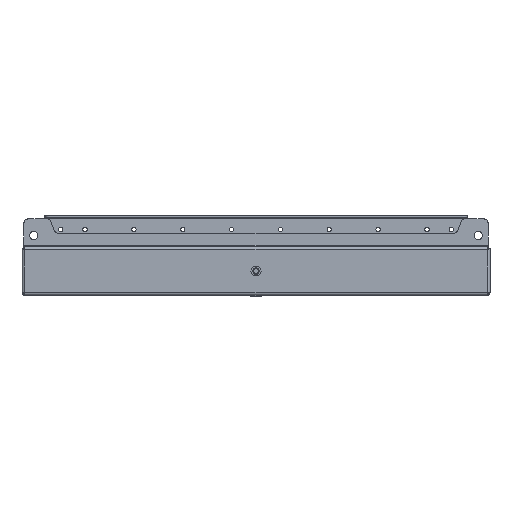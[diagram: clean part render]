
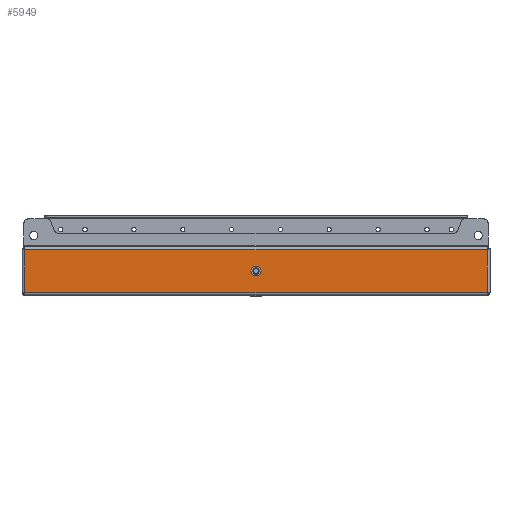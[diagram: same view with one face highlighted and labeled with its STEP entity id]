
A CAD part, front view. The second image highlights one B-rep face of the part: STEP entity #5949.
In plain terms, the highlighted planar face has unit normal (0, -1, 0).
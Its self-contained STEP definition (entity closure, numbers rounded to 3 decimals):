
#35 = VERTEX_POINT ( 'NONE', #12661 ) ;
#153 = PLANE ( 'NONE',  #2258 ) ;
#231 = DIRECTION ( 'NONE',  ( 0., -1., 0. ) ) ;
#433 = VECTOR ( 'NONE', #6437, 1000. ) ;
#588 = ORIENTED_EDGE ( 'NONE', *, *, #15779, .T. ) ;
#659 = LINE ( 'NONE', #13279, #4573 ) ;
#707 = VECTOR ( 'NONE', #6758, 1000. ) ;
#891 = CARTESIAN_POINT ( 'NONE',  ( 2.656, -1.5, 4.6 ) ) ;
#908 = CARTESIAN_POINT ( 'NONE',  ( 236.5, -1.5, -22. ) ) ;
#985 = ORIENTED_EDGE ( 'NONE', *, *, #5019, .F. ) ;
#1378 = CARTESIAN_POINT ( 'NONE',  ( 236.5, -1.5, 22. ) ) ;
#1534 = DIRECTION ( 'NONE',  ( 0., 0., -1. ) ) ;
#1597 = CARTESIAN_POINT ( 'NONE',  ( -239.5, -1.5, -22. ) ) ;
#1645 = VERTEX_POINT ( 'NONE', #6030 ) ;
#1760 = CARTESIAN_POINT ( 'NONE',  ( 5.312, -1.5, 0. ) ) ;
#1870 = ORIENTED_EDGE ( 'NONE', *, *, #2609, .F. ) ;
#1964 = ORIENTED_EDGE ( 'NONE', *, *, #7226, .T. ) ;
#2043 = VECTOR ( 'NONE', #5286, 1000. ) ;
#2071 = EDGE_LOOP ( 'NONE', ( #15474, #985, #1870, #6135, #8219, #3281 ) ) ;
#2258 = AXIS2_PLACEMENT_3D ( 'NONE', #6460, #231, #1534 ) ;
#2504 = CARTESIAN_POINT ( 'NONE',  ( 2.656, -1.5, -4.6 ) ) ;
#2514 = EDGE_CURVE ( 'NONE', #6348, #3196, #4892, .T. ) ;
#2609 = EDGE_CURVE ( 'NONE', #3196, #10906, #12805, .T. ) ;
#2621 = LINE ( 'NONE', #5166, #7089 ) ;
#2649 = DIRECTION ( 'NONE',  ( -1., 0., 0. ) ) ;
#3094 = LINE ( 'NONE', #1597, #10444 ) ;
#3101 = CARTESIAN_POINT ( 'NONE',  ( 5.312, -1.5, 0. ) ) ;
#3196 = VERTEX_POINT ( 'NONE', #3101 ) ;
#3281 = ORIENTED_EDGE ( 'NONE', *, *, #4428, .F. ) ;
#3723 = VERTEX_POINT ( 'NONE', #12001 ) ;
#4426 = CARTESIAN_POINT ( 'NONE',  ( -236.5, -1.5, -22. ) ) ;
#4428 = EDGE_CURVE ( 'NONE', #3723, #35, #659, .T. ) ;
#4573 = VECTOR ( 'NONE', #7131, 1000. ) ;
#4617 = EDGE_LOOP ( 'NONE', ( #14112, #1964, #11054, #588 ) ) ;
#4618 = EDGE_CURVE ( 'NONE', #35, #6348, #12518, .T. ) ;
#4749 = VERTEX_POINT ( 'NONE', #1378 ) ;
#4892 = LINE ( 'NONE', #2504, #433 ) ;
#5019 = EDGE_CURVE ( 'NONE', #10906, #8112, #9931, .T. ) ;
#5071 = DIRECTION ( 'NONE',  ( 1., 0., 0. ) ) ;
#5166 = CARTESIAN_POINT ( 'NONE',  ( -2.656, -1.5, 4.6 ) ) ;
#5206 = CARTESIAN_POINT ( 'NONE',  ( 2.656, -1.5, -4.6 ) ) ;
#5286 = DIRECTION ( 'NONE',  ( -1., 0., 0. ) ) ;
#5949 = ADVANCED_FACE ( 'NONE', ( #7836, #10135 ), #153, .T. ) ;
#6030 = CARTESIAN_POINT ( 'NONE',  ( -236.5, -1.5, 22. ) ) ;
#6135 = ORIENTED_EDGE ( 'NONE', *, *, #2514, .F. ) ;
#6348 = VERTEX_POINT ( 'NONE', #5206 ) ;
#6437 = DIRECTION ( 'NONE',  ( 0.5, 0., 0.866 ) ) ;
#6460 = CARTESIAN_POINT ( 'NONE',  ( 0., -1.5, 0. ) ) ;
#6575 = VECTOR ( 'NONE', #16109, 1000. ) ;
#6758 = DIRECTION ( 'NONE',  ( -0.5, 0., 0.866 ) ) ;
#6991 = VERTEX_POINT ( 'NONE', #15876 ) ;
#7089 = VECTOR ( 'NONE', #7619, 1000. ) ;
#7131 = DIRECTION ( 'NONE',  ( 0.5, 0., -0.866 ) ) ;
#7226 = EDGE_CURVE ( 'NONE', #4749, #1645, #13581, .T. ) ;
#7308 = LINE ( 'NONE', #12232, #8694 ) ;
#7619 = DIRECTION ( 'NONE',  ( -0.5, 0., -0.866 ) ) ;
#7836 = FACE_BOUND ( 'NONE', #2071, .T. ) ;
#8112 = VERTEX_POINT ( 'NONE', #14335 ) ;
#8219 = ORIENTED_EDGE ( 'NONE', *, *, #4618, .F. ) ;
#8694 = VECTOR ( 'NONE', #11071, 1000. ) ;
#9265 = EDGE_CURVE ( 'NONE', #8112, #3723, #2621, .T. ) ;
#9505 = EDGE_CURVE ( 'NONE', #6991, #4749, #12117, .T. ) ;
#9931 = LINE ( 'NONE', #891, #16073 ) ;
#10049 = CARTESIAN_POINT ( 'NONE',  ( 2.656, -1.5, 4.6 ) ) ;
#10135 = FACE_OUTER_BOUND ( 'NONE', #4617, .T. ) ;
#10288 = VECTOR ( 'NONE', #5071, 1000. ) ;
#10444 = VECTOR ( 'NONE', #15599, 1000. ) ;
#10793 = VERTEX_POINT ( 'NONE', #4426 ) ;
#10906 = VERTEX_POINT ( 'NONE', #10049 ) ;
#11054 = ORIENTED_EDGE ( 'NONE', *, *, #14616, .T. ) ;
#11071 = DIRECTION ( 'NONE',  ( 0., 0., -1. ) ) ;
#12001 = CARTESIAN_POINT ( 'NONE',  ( -5.312, -1.5, 0. ) ) ;
#12117 = LINE ( 'NONE', #908, #6575 ) ;
#12232 = CARTESIAN_POINT ( 'NONE',  ( -236.5, -1.5, 23.146 ) ) ;
#12518 = LINE ( 'NONE', #16189, #10288 ) ;
#12581 = CARTESIAN_POINT ( 'NONE',  ( 237.646, -1.5, 22. ) ) ;
#12661 = CARTESIAN_POINT ( 'NONE',  ( -2.656, -1.5, -4.6 ) ) ;
#12805 = LINE ( 'NONE', #1760, #707 ) ;
#13279 = CARTESIAN_POINT ( 'NONE',  ( -5.312, -1.5, 0. ) ) ;
#13581 = LINE ( 'NONE', #12581, #2043 ) ;
#14112 = ORIENTED_EDGE ( 'NONE', *, *, #9505, .T. ) ;
#14335 = CARTESIAN_POINT ( 'NONE',  ( -2.656, -1.5, 4.6 ) ) ;
#14616 = EDGE_CURVE ( 'NONE', #1645, #10793, #7308, .T. ) ;
#15474 = ORIENTED_EDGE ( 'NONE', *, *, #9265, .F. ) ;
#15599 = DIRECTION ( 'NONE',  ( 1., 0., 0. ) ) ;
#15779 = EDGE_CURVE ( 'NONE', #10793, #6991, #3094, .T. ) ;
#15876 = CARTESIAN_POINT ( 'NONE',  ( 236.5, -1.5, -22. ) ) ;
#16073 = VECTOR ( 'NONE', #2649, 1000. ) ;
#16109 = DIRECTION ( 'NONE',  ( 0., 0., 1. ) ) ;
#16189 = CARTESIAN_POINT ( 'NONE',  ( -2.656, -1.5, -4.6 ) ) ;
